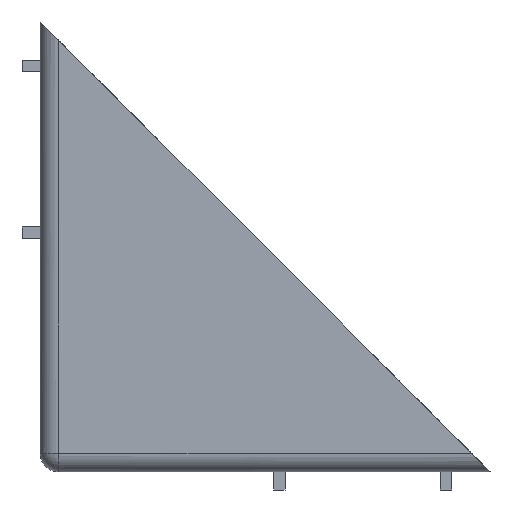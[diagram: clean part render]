
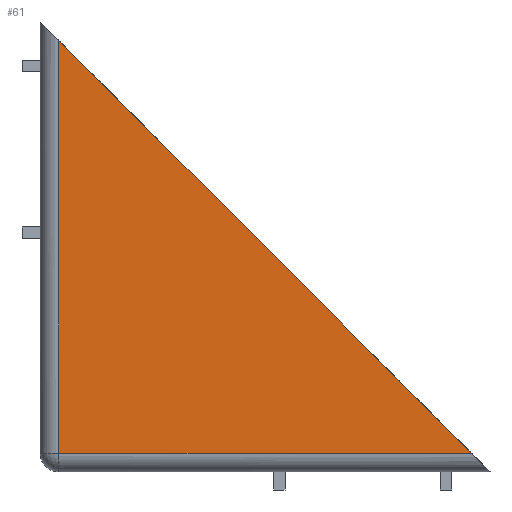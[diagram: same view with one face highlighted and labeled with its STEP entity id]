
A CAD part, front view. The second image highlights one B-rep face of the part: STEP entity #61.
In plain terms, the highlighted planar face has unit normal (0, -1, 0).
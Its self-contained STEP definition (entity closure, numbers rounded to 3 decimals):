
#30=CARTESIAN_POINT('',(29.85,-14.85,29.85));
#31=DIRECTION('',(1.,0.,0.));
#32=DIRECTION('',(0.,-1.,0.));
#33=AXIS2_PLACEMENT_3D('',#30,#32,#31);
#34=PLANE('',#33);
#35=CARTESIAN_POINT('',(57.2,-14.85,2.5));
#36=VERTEX_POINT('',#35);
#37=CARTESIAN_POINT('',(2.5,-14.85,57.2));
#38=VERTEX_POINT('',#37);
#39=CARTESIAN_POINT('',(57.2,-14.85,2.5));
#40=DIRECTION('',(-0.707,0.,0.707));
#41=VECTOR('',#40,77.357);
#42=LINE('',#39,#41);
#43=EDGE_CURVE('',#36,#38,#42,.T.);
#44=ORIENTED_EDGE('',*,*,#43,.T.);
#45=CARTESIAN_POINT('',(2.5,-14.85,2.5));
#46=VERTEX_POINT('',#45);
#47=CARTESIAN_POINT('',(2.5,-14.85,57.2));
#48=DIRECTION('',(0.,0.,-1.));
#49=VECTOR('',#48,54.7);
#50=LINE('',#47,#49);
#51=EDGE_CURVE('',#38,#46,#50,.T.);
#52=ORIENTED_EDGE('',*,*,#51,.T.);
#53=CARTESIAN_POINT('',(2.5,-14.85,2.5));
#54=DIRECTION('',(1.,0.,0.));
#55=VECTOR('',#54,54.7);
#56=LINE('',#53,#55);
#57=EDGE_CURVE('',#46,#36,#56,.T.);
#58=ORIENTED_EDGE('',*,*,#57,.T.);
#59=EDGE_LOOP('',(#44,#52,#58));
#60=FACE_OUTER_BOUND('',#59,.T.);
#61=ADVANCED_FACE('',(#60),#34,.T.);
